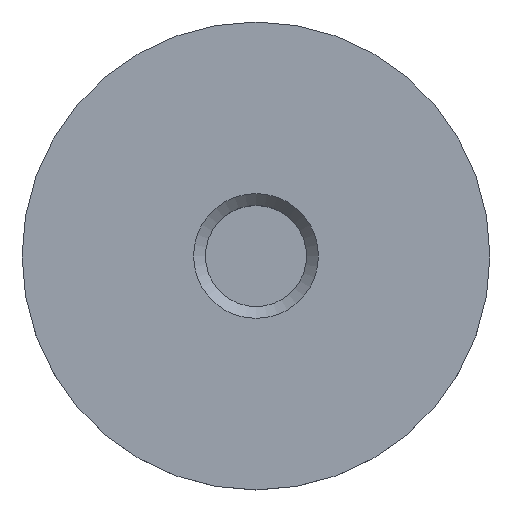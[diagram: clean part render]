
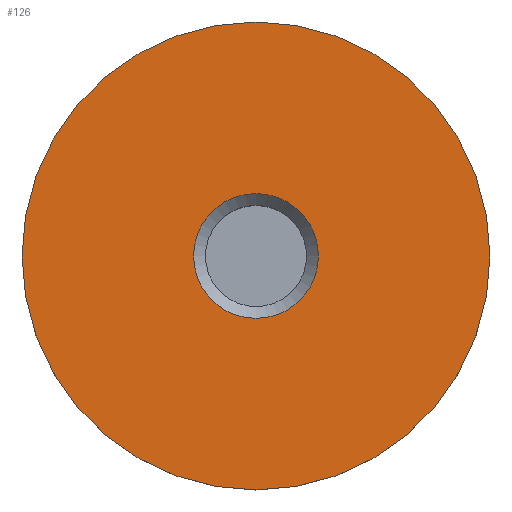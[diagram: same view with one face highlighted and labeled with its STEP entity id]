
A CAD part, top view. The second image highlights one B-rep face of the part: STEP entity #126.
In plain terms, the highlighted planar face has unit normal (0, 0, 1).
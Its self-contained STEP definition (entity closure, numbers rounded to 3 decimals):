
#15=FACE_BOUND('',#52,.T.);
#42=FACE_OUTER_BOUND('',#51,.T.);
#51=EDGE_LOOP('',(#114));
#52=EDGE_LOOP('',(#115));
#55=CIRCLE('',#151,15.);
#63=CIRCLE('',#160,4.);
#66=VERTEX_POINT('',#210);
#73=VERTEX_POINT('',#281);
#77=EDGE_CURVE('',#66,#66,#55,.T.);
#86=EDGE_CURVE('',#73,#73,#63,.T.);
#114=ORIENTED_EDGE('',*,*,#77,.T.);
#115=ORIENTED_EDGE('',*,*,#86,.T.);
#118=PLANE('',#163);
#126=ADVANCED_FACE('',(#42,#15),#118,.T.);
#151=AXIS2_PLACEMENT_3D('',#212,#175,#176);
#160=AXIS2_PLACEMENT_3D('',#283,#194,#195);
#163=AXIS2_PLACEMENT_3D('',#287,#201,#202);
#175=DIRECTION('center_axis',(0.,0.,1.));
#176=DIRECTION('ref_axis',(1.,0.,0.));
#194=DIRECTION('center_axis',(0.,0.,-1.));
#195=DIRECTION('ref_axis',(1.,0.,0.));
#201=DIRECTION('center_axis',(0.,0.,1.));
#202=DIRECTION('ref_axis',(1.,0.,0.));
#210=CARTESIAN_POINT('',(-15.,0.,0.));
#212=CARTESIAN_POINT('Origin',(0.,0.,0.));
#281=CARTESIAN_POINT('',(-4.,0.,0.));
#283=CARTESIAN_POINT('Origin',(0.,0.,0.));
#287=CARTESIAN_POINT('Origin',(7.5,0.,0.));
